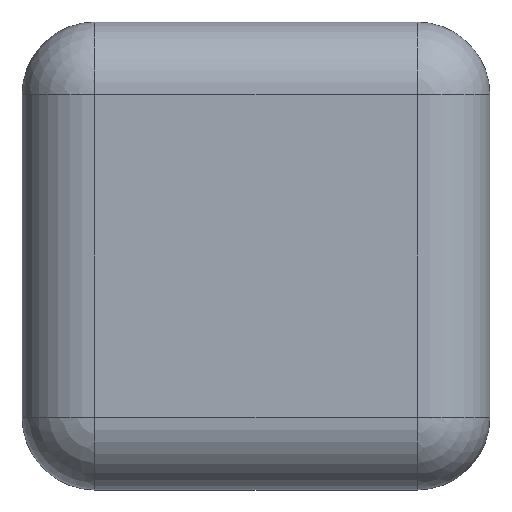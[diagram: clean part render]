
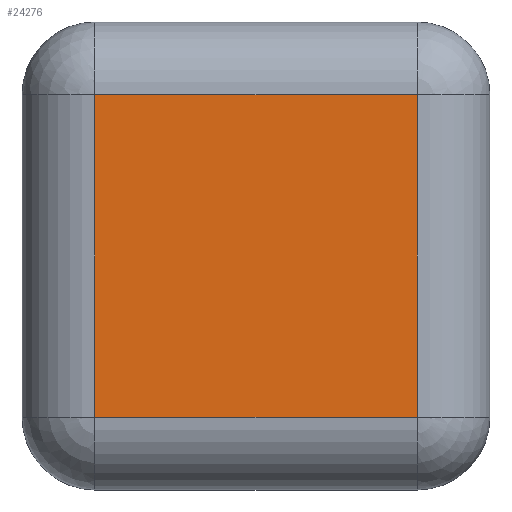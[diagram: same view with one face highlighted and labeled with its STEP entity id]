
A CAD part, front view. The second image highlights one B-rep face of the part: STEP entity #24276.
In plain terms, the highlighted planar face has unit normal (0, -1, 0).
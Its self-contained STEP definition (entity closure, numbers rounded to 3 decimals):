
#85 = CARTESIAN_POINT ( 'NONE',  ( 176.694, -40., 176.694 ) ) ;
#443 = EDGE_LOOP ( 'NONE', ( #32777, #31584, #9501, #22850 ) ) ;
#556 = VERTEX_POINT ( 'NONE', #15519 ) ;
#1040 = EDGE_CURVE ( 'NONE', #19679, #2209, #18485, .T. ) ;
#2209 = VERTEX_POINT ( 'NONE', #23432 ) ;
#3892 = PLANE ( 'NONE',  #13260 ) ;
#4222 = FACE_OUTER_BOUND ( 'NONE', #443, .T. ) ;
#5795 = DIRECTION ( 'NONE',  ( 0., 0., -1. ) ) ;
#8018 = VERTEX_POINT ( 'NONE', #85 ) ;
#8944 = VECTOR ( 'NONE', #32094, 1000. ) ;
#8979 = CARTESIAN_POINT ( 'NONE',  ( 176.694, -40., 0. ) ) ;
#9501 = ORIENTED_EDGE ( 'NONE', *, *, #1040, .T. ) ;
#12907 = CARTESIAN_POINT ( 'NONE',  ( -176.694, -40., -176.694 ) ) ;
#13260 = AXIS2_PLACEMENT_3D ( 'NONE', #14707, #32190, #24381 ) ;
#13508 = VECTOR ( 'NONE', #16342, 1000. ) ;
#14707 = CARTESIAN_POINT ( 'NONE',  ( 0., -40., 0. ) ) ;
#15062 = EDGE_CURVE ( 'NONE', #8018, #556, #31471, .T. ) ;
#15519 = CARTESIAN_POINT ( 'NONE',  ( -176.694, -40., 176.694 ) ) ;
#15787 = CARTESIAN_POINT ( 'NONE',  ( -176.694, -40., 0. ) ) ;
#16342 = DIRECTION ( 'NONE',  ( -1., 0., 0. ) ) ;
#18291 = LINE ( 'NONE', #15787, #24526 ) ;
#18485 = LINE ( 'NONE', #20495, #19492 ) ;
#18967 = LINE ( 'NONE', #8979, #8944 ) ;
#19492 = VECTOR ( 'NONE', #28637, 1000. ) ;
#19679 = VERTEX_POINT ( 'NONE', #12907 ) ;
#20483 = EDGE_CURVE ( 'NONE', #556, #19679, #18291, .T. ) ;
#20495 = CARTESIAN_POINT ( 'NONE',  ( 0., -40., -176.694 ) ) ;
#22850 = ORIENTED_EDGE ( 'NONE', *, *, #31721, .T. ) ;
#23432 = CARTESIAN_POINT ( 'NONE',  ( 176.694, -40., -176.694 ) ) ;
#24276 = ADVANCED_FACE ( 'NONE', ( #4222 ), #3892, .T. ) ;
#24381 = DIRECTION ( 'NONE',  ( 0., 0., -1. ) ) ;
#24526 = VECTOR ( 'NONE', #5795, 1000. ) ;
#28637 = DIRECTION ( 'NONE',  ( 1., 0., 0. ) ) ;
#31471 = LINE ( 'NONE', #31808, #13508 ) ;
#31584 = ORIENTED_EDGE ( 'NONE', *, *, #20483, .T. ) ;
#31721 = EDGE_CURVE ( 'NONE', #2209, #8018, #18967, .T. ) ;
#31808 = CARTESIAN_POINT ( 'NONE',  ( 0., -40., 176.694 ) ) ;
#32094 = DIRECTION ( 'NONE',  ( 0., 0., 1. ) ) ;
#32190 = DIRECTION ( 'NONE',  ( 0., -1., 0. ) ) ;
#32777 = ORIENTED_EDGE ( 'NONE', *, *, #15062, .T. ) ;
